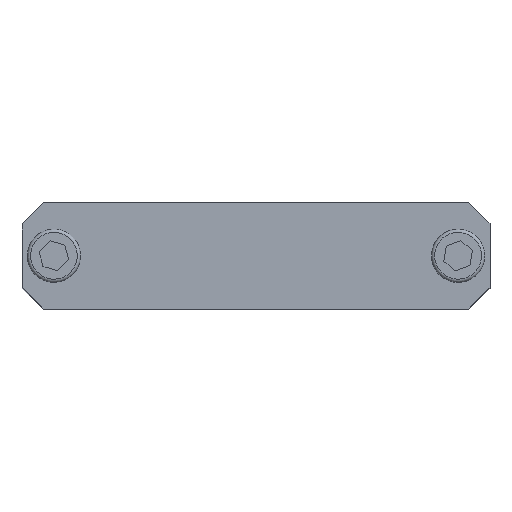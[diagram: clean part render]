
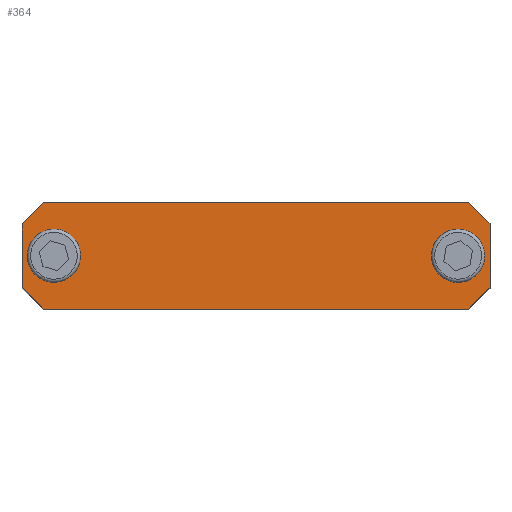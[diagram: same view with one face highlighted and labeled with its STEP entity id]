
A CAD part, top view. The second image highlights one B-rep face of the part: STEP entity #364.
In plain terms, the highlighted planar face has unit normal (0, 0, 1).
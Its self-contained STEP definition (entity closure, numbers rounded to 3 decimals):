
#364=ADVANCED_FACE('',(#895,#896,#897),#898,.T.);
#895=FACE_BOUND('',#1635,.T.);
#896=FACE_BOUND('',#1636,.T.);
#897=FACE_OUTER_BOUND('',#1637,.T.);
#898=PLANE('',#1638);
#1635=EDGE_LOOP('',(#2406));
#1636=EDGE_LOOP('',(#2407));
#1637=EDGE_LOOP('',(#2408,#2409,#2410,#2411,#2412,#2413,#2414,#2415));
#1638=AXIS2_PLACEMENT_3D('',#2416,#2417,#2418);
#2406=ORIENTED_EDGE('',*,*,#4661,.F.);
#2407=ORIENTED_EDGE('',*,*,#4662,.F.);
#2408=ORIENTED_EDGE('',*,*,#4663,.F.);
#2409=ORIENTED_EDGE('',*,*,#4664,.T.);
#2410=ORIENTED_EDGE('',*,*,#4657,.F.);
#2411=ORIENTED_EDGE('',*,*,#4665,.T.);
#2412=ORIENTED_EDGE('',*,*,#4666,.T.);
#2413=ORIENTED_EDGE('',*,*,#4667,.T.);
#2414=ORIENTED_EDGE('',*,*,#4654,.T.);
#2415=ORIENTED_EDGE('',*,*,#4668,.T.);
#2416=CARTESIAN_POINT('',(-44.0,-10.0,17.5));
#2417=DIRECTION('',(0.,0.0,1.0));
#2418=DIRECTION('',(1.0,0.0,0.));
#4654=EDGE_CURVE('',#5589,#5587,#5590,.T.);
#4657=EDGE_CURVE('',#5593,#5594,#5595,.T.);
#4661=EDGE_CURVE('',#5599,#5599,#5600,.T.);
#4662=EDGE_CURVE('',#5601,#5601,#5602,.T.);
#4663=EDGE_CURVE('',#5603,#5604,#5605,.T.);
#4664=EDGE_CURVE('',#5603,#5594,#5606,.F.);
#4665=EDGE_CURVE('',#5593,#5607,#5608,.T.);
#4666=EDGE_CURVE('',#5607,#5609,#5610,.T.);
#4667=EDGE_CURVE('',#5609,#5589,#5611,.T.);
#4668=EDGE_CURVE('',#5587,#5604,#5612,.F.);
#5587=VERTEX_POINT('',#6969);
#5589=VERTEX_POINT('',#6972);
#5590=LINE('',#6973,#6974);
#5593=VERTEX_POINT('',#6978);
#5594=VERTEX_POINT('',#6979);
#5595=LINE('',#6980,#6981);
#5599=VERTEX_POINT('',#6987);
#5600=CIRCLE('',#6988,3.1);
#5601=VERTEX_POINT('',#6989);
#5602=CIRCLE('',#6990,3.1);
#5603=VERTEX_POINT('',#6991);
#5604=VERTEX_POINT('',#6992);
#5605=LINE('',#6993,#6994);
#5606=LINE('',#6995,#6996);
#5607=VERTEX_POINT('',#6997);
#5608=LINE('',#6998,#6999);
#5609=VERTEX_POINT('',#7000);
#5610=LINE('',#7001,#7002);
#5611=LINE('',#7003,#7004);
#5612=LINE('',#7005,#7006);
#6969=CARTESIAN_POINT('',(44.0,6.0,17.5));
#6972=CARTESIAN_POINT('',(44.0,-6.0,17.5));
#6973=CARTESIAN_POINT('',(44.0,-10.0,17.5));
#6974=VECTOR('',#8728,1.0);
#6978=CARTESIAN_POINT('',(-44.0,-6.0,17.5));
#6979=CARTESIAN_POINT('',(-44.0,6.0,17.5));
#6980=CARTESIAN_POINT('',(-44.0,-10.0,17.5));
#6981=VECTOR('',#8730,1.0);
#6987=CARTESIAN_POINT('',(-34.9,0.0,17.5));
#6988=AXIS2_PLACEMENT_3D('',#8733,#8734,#8735);
#6989=CARTESIAN_POINT('',(41.1,0.0,17.5));
#6990=AXIS2_PLACEMENT_3D('',#8736,#8737,#8738);
#6991=CARTESIAN_POINT('',(-40.0,10.0,17.5));
#6992=CARTESIAN_POINT('',(40.0,10.0,17.5));
#6993=CARTESIAN_POINT('',(-44.0,10.0,17.5));
#6994=VECTOR('',#8739,1.0);
#6995=CARTESIAN_POINT('',(-52.0,-2.0,17.5));
#6996=VECTOR('',#8740,1.0);
#6997=CARTESIAN_POINT('',(-40.0,-10.0,17.5));
#6998=CARTESIAN_POINT('',(-42.0,-8.0,17.5));
#6999=VECTOR('',#8741,1.0);
#7000=CARTESIAN_POINT('',(40.0,-10.0,17.5));
#7001=CARTESIAN_POINT('',(-44.0,-10.0,17.5));
#7002=VECTOR('',#8742,1.0);
#7003=CARTESIAN_POINT('',(-2.,-52.0,17.5));
#7004=VECTOR('',#8743,1.0);
#7005=CARTESIAN_POINT('',(8.0,42.0,17.5));
#7006=VECTOR('',#8744,1.0);
#8728=DIRECTION('',(0.0,1.0,0.0));
#8730=DIRECTION('',(0.0,1.0,0.0));
#8733=CARTESIAN_POINT('',(-38.0,0.0,17.5));
#8734=DIRECTION('',(0.,0.0,1.0));
#8735=DIRECTION('',(1.0,0.0,0.));
#8736=CARTESIAN_POINT('',(38.0,0.0,17.5));
#8737=DIRECTION('',(0.,0.0,1.0));
#8738=DIRECTION('',(1.0,0.0,0.));
#8739=DIRECTION('',(1.0,0.0,0.));
#8740=DIRECTION('',(0.707,0.707,0.));
#8741=DIRECTION('',(0.707,-0.707,0.));
#8742=DIRECTION('',(1.0,0.0,0.));
#8743=DIRECTION('',(0.707,0.707,0.));
#8744=DIRECTION('',(0.707,-0.707,0.));
